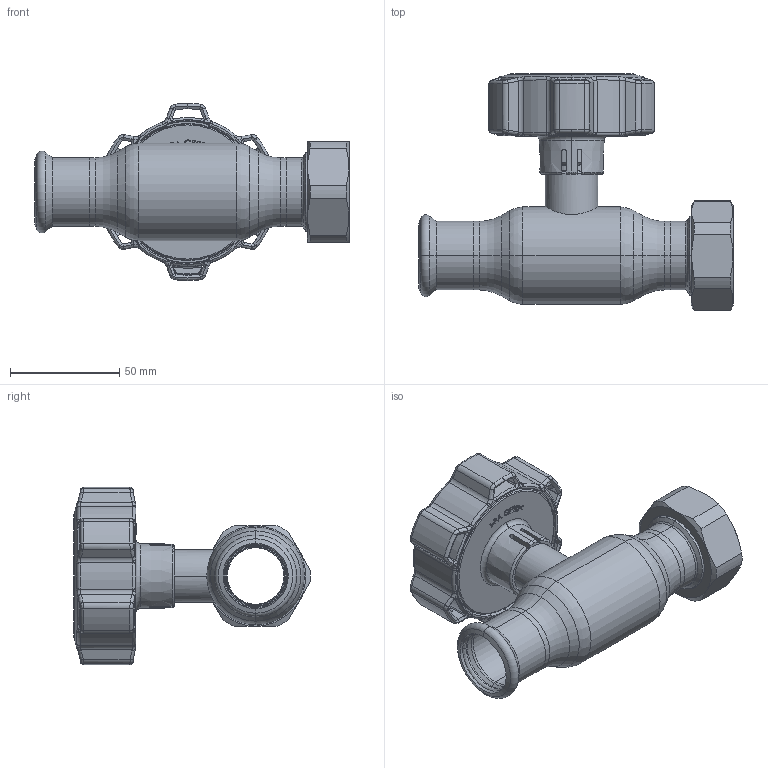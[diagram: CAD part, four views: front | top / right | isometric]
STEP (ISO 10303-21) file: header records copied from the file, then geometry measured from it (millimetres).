
FILE_DESCRIPTION (( 'STEP AP214' ), '1' );
FILE_NAME ('2025001400-0200.step', '2024-01-11T11:04:23', ( '' ), ( '' ), 'SwSTEP 2.0', 'SolidWorks 2021', '' );
FILE_SCHEMA (( 'AUTOMOTIVE_DESIGN' ));
Length unit declared in the file: millimetre
Products named in the file (1): 2025001400-0200
Bounding box: 143.52 x 108.08 x 81 mm (x, y, z)
Surface area: 55692.6 mm2 (no closed solid volume)
Topology: 0 solids, 26 shells, 580 faces, 1821 edges, 1235 vertices
Faces by surface type: bspline 185, cylinder 140, plane 109, cone 87, torus 59
Entity records: 37411 total; most frequent: CARTESIAN_POINT 17036, ORIENTED_EDGE 3102, DIRECTION 2307, EDGE_CURVE 1821, VERTEX_POINT 1235, AXIS2_PLACEMENT_3D 908, B_SPLINE_CURVE_WITH_KNOTS 776, EDGE_LOOP 616
